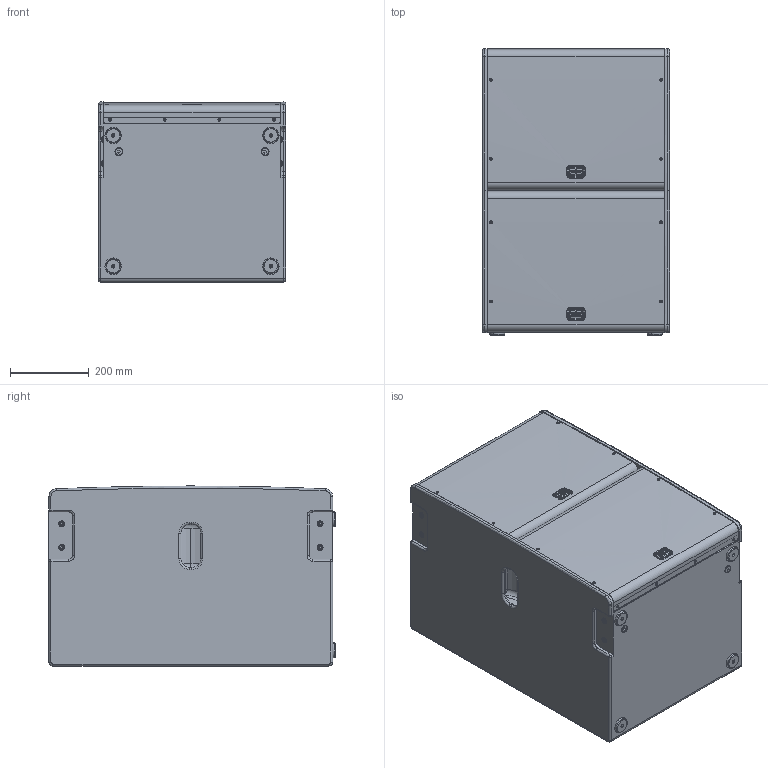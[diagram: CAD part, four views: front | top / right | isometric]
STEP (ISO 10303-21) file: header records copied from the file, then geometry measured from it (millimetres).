
FILE_DESCRIPTION (( 'STEP AP214' ), '1' );
FILE_NAME ('TNA-2120SA - Fully Assembled - Simplified Web.STEP', '2022-04-20T15:59:14', ( '' ), ( '' ), 'SwSTEP 2.0', 'SolidWorks 2019', '' );
FILE_SCHEMA (( 'AUTOMOTIVE_DESIGN' ));
Length unit declared in the file: millimetre
Products named in the file (1): TNA-2120SA - Fully Assembled - Simplified Web
Bounding box: 475 x 726 x 457 mm (x, y, z)
Surface area: 2603562.6 mm2 (no closed solid volume)
Topology: 0 solids, 63 shells, 5883 faces, 15340 edges, 9617 vertices
Faces by surface type: plane 2251, cylinder 1621, torus 829, bspline 590, cone 491, sphere 101
Entity records: 280647 total; most frequent: CARTESIAN_POINT 78682, ORIENTED_EDGE 30304, DIRECTION 27629, EDGE_CURVE 15154, AXIS2_PLACEMENT_3D 10199, VERTEX_POINT 9579, LINE 7231, VECTOR 7231
